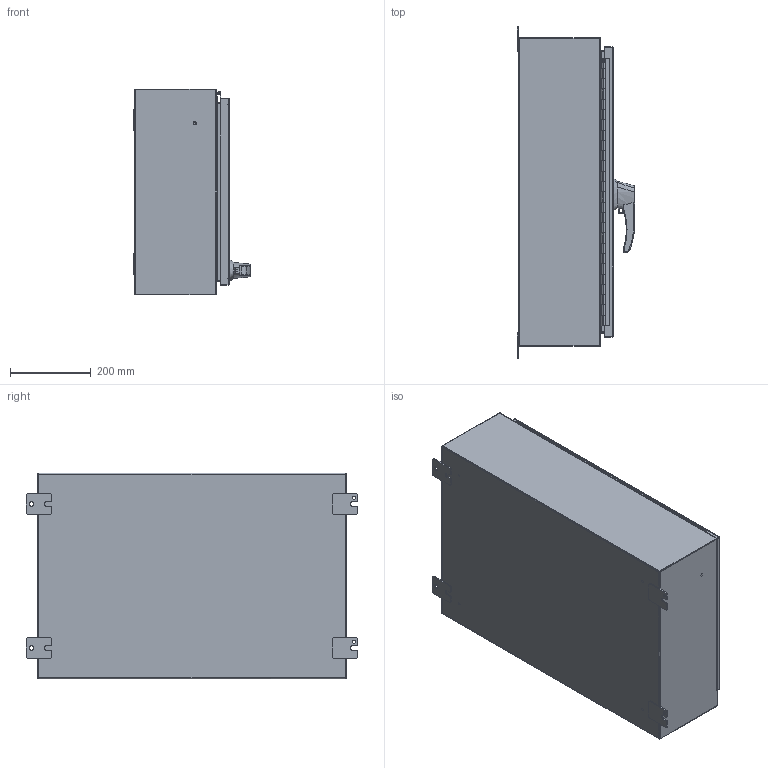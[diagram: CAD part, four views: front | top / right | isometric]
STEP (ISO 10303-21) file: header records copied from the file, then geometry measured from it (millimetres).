
FILE_DESCRIPTION (( 'STEP AP214' ), '1' );
FILE_NAME ('HW30208SSHK.STEP', '2019-08-21T20:18:38', ( '' ), ( '' ), 'SwSTEP 2.0', 'SolidWorks 2018', '' );
FILE_SCHEMA (( 'AUTOMOTIVE_DESIGN' ));
Length unit declared in the file: inch
Products named in the file (1): HW30208SSHK
Bounding box: 290.83 x 819.15 x 508 mm (x, y, z)
Volume: 3195206.6 mm3; surface area: 3233664.9 mm2
Topology: 42 solids, 43 shells, 1476 faces, 3743 edges, 2381 vertices
Faces by surface type: plane 723, cylinder 599, bspline 111, cone 43
Entity records: 103220 total; most frequent: CARTESIAN_POINT 48536, ORIENTED_EDGE 7470, DIRECTION 6930, EDGE_CURVE 3735, VERTEX_POINT 2381, AXIS2_PLACEMENT_3D 2380, VECTOR 2170, LINE 2170
